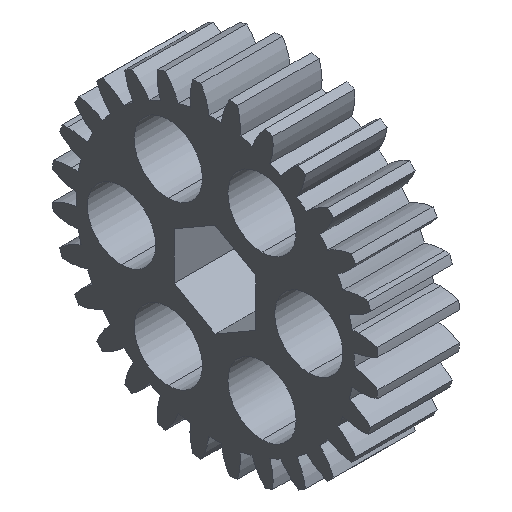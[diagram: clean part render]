
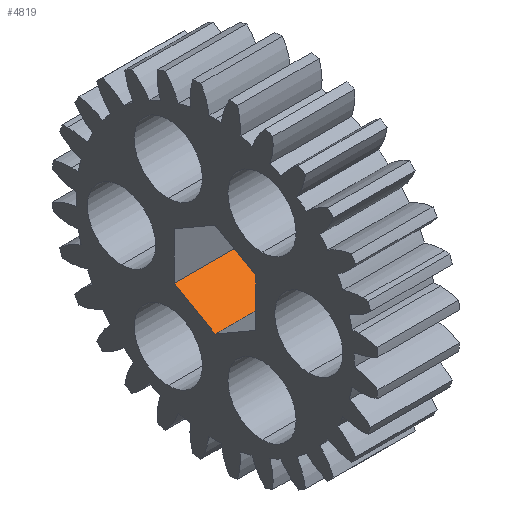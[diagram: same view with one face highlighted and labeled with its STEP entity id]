
A CAD part, isometric view. The second image highlights one B-rep face of the part: STEP entity #4819.
In plain terms, the highlighted planar face has unit normal (0, -0.5, 0.866).
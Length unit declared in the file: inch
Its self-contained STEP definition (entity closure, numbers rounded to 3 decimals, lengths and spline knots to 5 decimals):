
#69 = VERTEX_POINT ( 'NONE', #4492 ) ;
#89 = DIRECTION ( 'NONE',  ( 0., 0.5, -0.866 ) ) ;
#92 = EDGE_LOOP ( 'NONE', ( #2581, #3144, #4277, #655 ) ) ;
#198 = VERTEX_POINT ( 'NONE', #4263 ) ;
#653 = VECTOR ( 'NONE', #4043, 39.37008 ) ;
#655 = ORIENTED_EDGE ( 'NONE', *, *, #4158, .F. ) ;
#679 = EDGE_CURVE ( 'NONE', #1376, #198, #3656, .T. ) ;
#785 = DIRECTION ( 'NONE',  ( 1., 0., 0. ) ) ;
#1250 = DIRECTION ( 'NONE',  ( 1., 0., 0. ) ) ;
#1337 = CARTESIAN_POINT ( 'NONE',  ( 0.405, 0., -0.21651 ) ) ;
#1376 = VERTEX_POINT ( 'NONE', #1337 ) ;
#1666 = CARTESIAN_POINT ( 'NONE',  ( 0., 0.1875, -0.10825 ) ) ;
#1934 = LINE ( 'NONE', #5137, #2934 ) ;
#2144 = PLANE ( 'NONE',  #4112 ) ;
#2581 = ORIENTED_EDGE ( 'NONE', *, *, #5067, .T. ) ;
#2934 = VECTOR ( 'NONE', #785, 39.37008 ) ;
#2979 = VECTOR ( 'NONE', #1250, 39.37008 ) ;
#2981 = DIRECTION ( 'NONE',  ( 0., 0.866, 0.5 ) ) ;
#2986 = CARTESIAN_POINT ( 'NONE',  ( 0.405, 0., -0.21651 ) ) ;
#3006 = DIRECTION ( 'NONE',  ( 0., 0.866, 0.5 ) ) ;
#3144 = ORIENTED_EDGE ( 'NONE', *, *, #679, .T. ) ;
#3656 = LINE ( 'NONE', #2986, #4084 ) ;
#4043 = DIRECTION ( 'NONE',  ( 0., 0.866, 0.5 ) ) ;
#4084 = VECTOR ( 'NONE', #2981, 39.37008 ) ;
#4109 = CARTESIAN_POINT ( 'NONE',  ( 0., 0.1875, -0.10825 ) ) ;
#4112 = AXIS2_PLACEMENT_3D ( 'NONE', #4926, #89, #3006 ) ;
#4143 = LINE ( 'NONE', #4109, #2979 ) ;
#4150 = LINE ( 'NONE', #4407, #653 ) ;
#4158 = EDGE_CURVE ( 'NONE', #69, #4252, #4150, .T. ) ;
#4252 = VERTEX_POINT ( 'NONE', #1666 ) ;
#4263 = CARTESIAN_POINT ( 'NONE',  ( 0.405, 0.1875, -0.10825 ) ) ;
#4277 = ORIENTED_EDGE ( 'NONE', *, *, #4758, .F. ) ;
#4407 = CARTESIAN_POINT ( 'NONE',  ( 0., 0., -0.21651 ) ) ;
#4492 = CARTESIAN_POINT ( 'NONE',  ( 0., 0., -0.21651 ) ) ;
#4758 = EDGE_CURVE ( 'NONE', #4252, #198, #4143, .T. ) ;
#4810 = FACE_OUTER_BOUND ( 'NONE', #92, .T. ) ;
#4819 = ADVANCED_FACE ( 'NONE', ( #4810 ), #2144, .F. ) ;
#4926 = CARTESIAN_POINT ( 'NONE',  ( 0., 0., -0.21651 ) ) ;
#5067 = EDGE_CURVE ( 'NONE', #69, #1376, #1934, .T. ) ;
#5137 = CARTESIAN_POINT ( 'NONE',  ( 0., 0., -0.21651 ) ) ;
